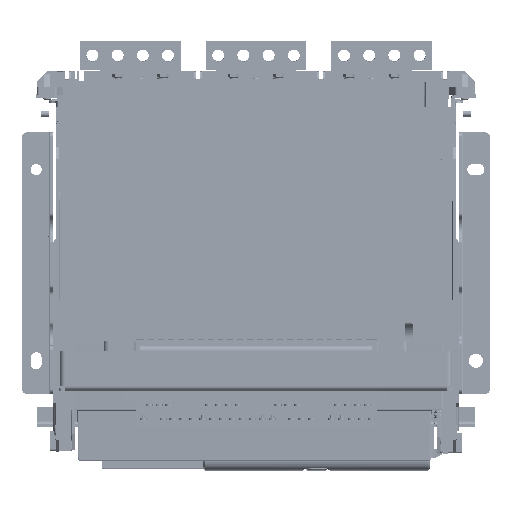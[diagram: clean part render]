
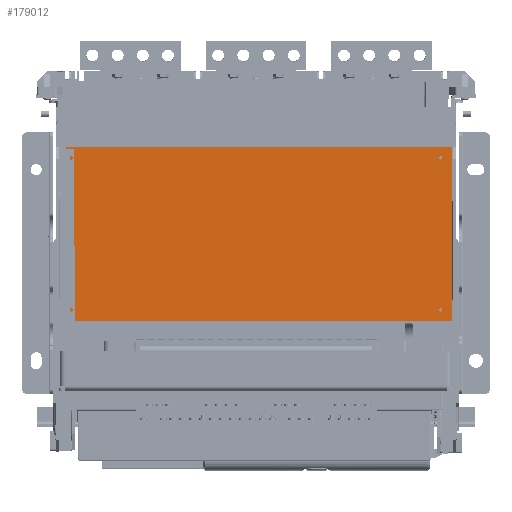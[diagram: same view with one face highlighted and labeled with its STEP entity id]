
A CAD part, top view. The second image highlights one B-rep face of the part: STEP entity #179012.
In plain terms, the highlighted planar face has unit normal (0, -0.005, 1).
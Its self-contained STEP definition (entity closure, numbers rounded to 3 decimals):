
#32957=CARTESIAN_POINT('',(119.3,257.819,437.205));
#32959=DIRECTION('',(0.,-1.,-0.005));
#32960=VECTOR('',#32959,172.991);
#32961=CARTESIAN_POINT('',(119.3,257.819,437.205));
#32962=LINE('',#32961,#32960);
#74009=DIRECTION('',(1.,0.,0.));
#74010=VECTOR('',#74009,383.7);
#74011=CARTESIAN_POINT('',(119.3,257.819,437.205));
#74012=LINE('',#74011,#74010);
#74013=DIRECTION('',(-1.,0.,0.));
#74014=VECTOR('',#74013,383.7);
#74015=CARTESIAN_POINT('',(503.,84.812,436.294));
#74016=LINE('',#74015,#74014);
#74017=CARTESIAN_POINT('',(492.,95.812,436.352));
#74018=DIRECTION('',(0.,-0.005,1.));
#74019=DIRECTION('',(0.,1.,0.005));
#74020=AXIS2_PLACEMENT_3D('',#74017,#74018,#74019);
#74022=CARTESIAN_POINT('',(492.,95.812,436.352));
#74023=DIRECTION('',(0.,-0.005,1.));
#74024=DIRECTION('',(0.,-1.,-0.005));
#74025=AXIS2_PLACEMENT_3D('',#74022,#74023,#74024);
#74027=CARTESIAN_POINT('',(492.,246.81,437.147));
#74028=DIRECTION('',(0.,-0.005,1.));
#74029=DIRECTION('',(0.,1.,0.005));
#74030=AXIS2_PLACEMENT_3D('',#74027,#74028,#74029);
#74032=CARTESIAN_POINT('',(492.,246.81,437.147));
#74033=DIRECTION('',(0.,-0.005,1.));
#74034=DIRECTION('',(0.,-1.,-0.005));
#74035=AXIS2_PLACEMENT_3D('',#74032,#74033,#74034);
#75820=DIRECTION('',(0.,1.,0.005));
#75821=VECTOR('',#75820,173.);
#75822=CARTESIAN_POINT('',(503.,84.812,436.294));
#75823=LINE('',#75822,#75821);
#104590=VERTEX_POINT('',#32957);
#104591=CARTESIAN_POINT('',(119.3,84.831,436.294));
#104592=VERTEX_POINT('',#104591);
#113565=CARTESIAN_POINT('',(503.,84.812,436.294));
#113566=VERTEX_POINT('',#113565);
#113571=CARTESIAN_POINT('',(503.,257.81,437.205));
#113572=VERTEX_POINT('',#113571);
#113573=CARTESIAN_POINT('',(492.,97.562,436.361));
#113574=CARTESIAN_POINT('',(492.,94.062,436.343));
#113575=VERTEX_POINT('',#113573);
#113576=VERTEX_POINT('',#113574);
#113577=CARTESIAN_POINT('',(492.,248.56,437.156));
#113578=CARTESIAN_POINT('',(492.,245.06,437.138));
#113579=VERTEX_POINT('',#113577);
#113580=VERTEX_POINT('',#113578);
#178987=CARTESIAN_POINT('',(251.,257.81,437.205));
#178988=DIRECTION('',(0.,-0.005,1.));
#178989=DIRECTION('',(0.,1.,0.005));
#178990=AXIS2_PLACEMENT_3D('',#178987,#178988,#178989);
#178991=PLANE('',#178990);
#178992=ORIENTED_EDGE('',*,*,#123955,.F.);
#178994=ORIENTED_EDGE('',*,*,#178993,.T.);
#178996=ORIENTED_EDGE('',*,*,#178995,.F.);
#178997=ORIENTED_EDGE('',*,*,#178975,.T.);
#178998=EDGE_LOOP('',(#178992,#178994,#178996,#178997));
#178999=FACE_OUTER_BOUND('',#178998,.F.);
#179001=ORIENTED_EDGE('',*,*,#179000,.T.);
#179003=ORIENTED_EDGE('',*,*,#179002,.T.);
#179004=EDGE_LOOP('',(#179001,#179003));
#179005=FACE_BOUND('',#179004,.F.);
#179007=ORIENTED_EDGE('',*,*,#179006,.T.);
#179009=ORIENTED_EDGE('',*,*,#179008,.T.);
#179010=EDGE_LOOP('',(#179007,#179009));
#179011=FACE_BOUND('',#179010,.F.);
#179012=ADVANCED_FACE('',(#178999,#179005,#179011),#178991,.T.);
#74021=CIRCLE('',#74020,1.75);
#74026=CIRCLE('',#74025,1.75);
#74031=CIRCLE('',#74030,1.75);
#74036=CIRCLE('',#74035,1.75);
#123955=EDGE_CURVE('',#104590,#104592,#32962,.T.);
#178975=EDGE_CURVE('',#113566,#104592,#74016,.T.);
#178993=EDGE_CURVE('',#104590,#113572,#74012,.T.);
#178995=EDGE_CURVE('',#113566,#113572,#75823,.T.);
#179000=EDGE_CURVE('',#113575,#113576,#74021,.T.);
#179002=EDGE_CURVE('',#113576,#113575,#74026,.T.);
#179006=EDGE_CURVE('',#113579,#113580,#74031,.T.);
#179008=EDGE_CURVE('',#113580,#113579,#74036,.T.);
